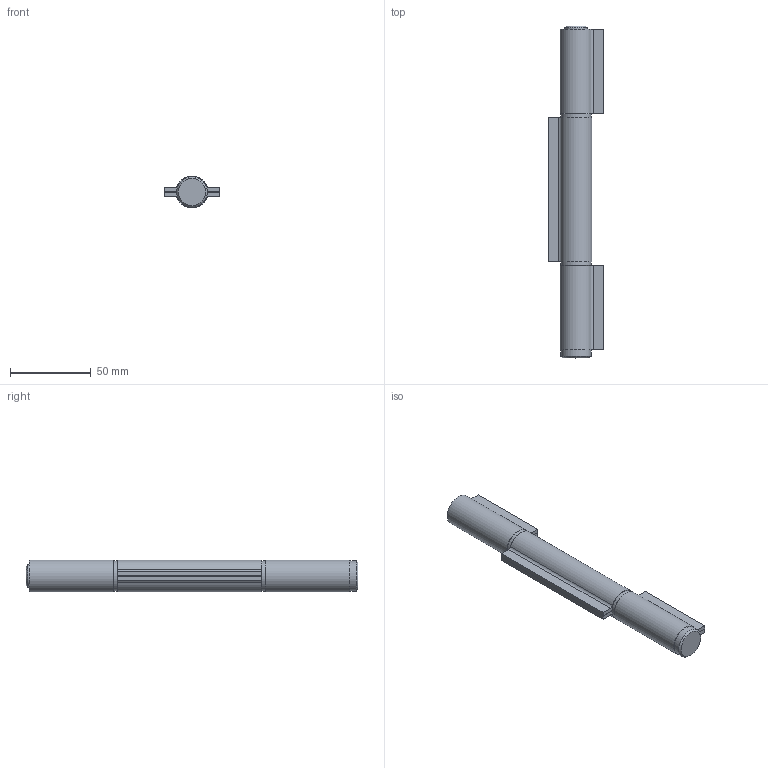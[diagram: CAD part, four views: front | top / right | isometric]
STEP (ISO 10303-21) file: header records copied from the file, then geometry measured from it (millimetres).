
FILE_DESCRIPTION (( 'STEP AP203' ), '1' );
FILE_NAME ('415-20.step', '2021-09-02T11:18:55', ( '' ), ( '' ), 'SwSTEP 2.0', 'SolidWorks 2018', '' );
FILE_SCHEMA (( 'CONFIG_CONTROL_DESIGN' ));
Length unit declared in the file: millimetre
Products named in the file (11): 415-xx Teil1_415-20 Teil1; 415-20; 415-xx Teil2; 415-xx Teil1; 415-xx Teil4_415-20 Teil4; 415-xx Teil3_415-20 Teil3; 415-xx Teil3; 415-xx Teil4; 415-xx Teil2_415-20 Teil2
Assembly tree (6 placements, depth 2):
  415-20
    415-xx Teil1_415-20 Teil1
    415-xx Teil2_415-20 Teil2  x2
    415-xx Teil4_415-20 Teil4  x2
    415-xx Teil3_415-20 Teil3
  415-xx Teil2
  415-xx Teil2
  415-xx Teil1
  415-xx Teil3
Bounding box: 34.4 x 205 x 19.59 mm (x, y, z)
Volume: 63499.1 mm3; surface area: 38295.7 mm2
Topology: 6 solids, 6 shells, 287 faces, 753 edges, 499 vertices
Faces by surface type: plane 142, bspline 91, cylinder 44, torus 8, cone 2
Full cylindrical faces by diameter (mm): 13.6 x1, 14 x2, 19 x3
Entity records: 12551 total; most frequent: CARTESIAN_POINT 5512, ORIENTED_EDGE 1384, DIRECTION 1002, EDGE_CURVE 692, VERTEX_POINT 466, VECTOR 354, LINE 354, AXIS2_PLACEMENT_3D 324
